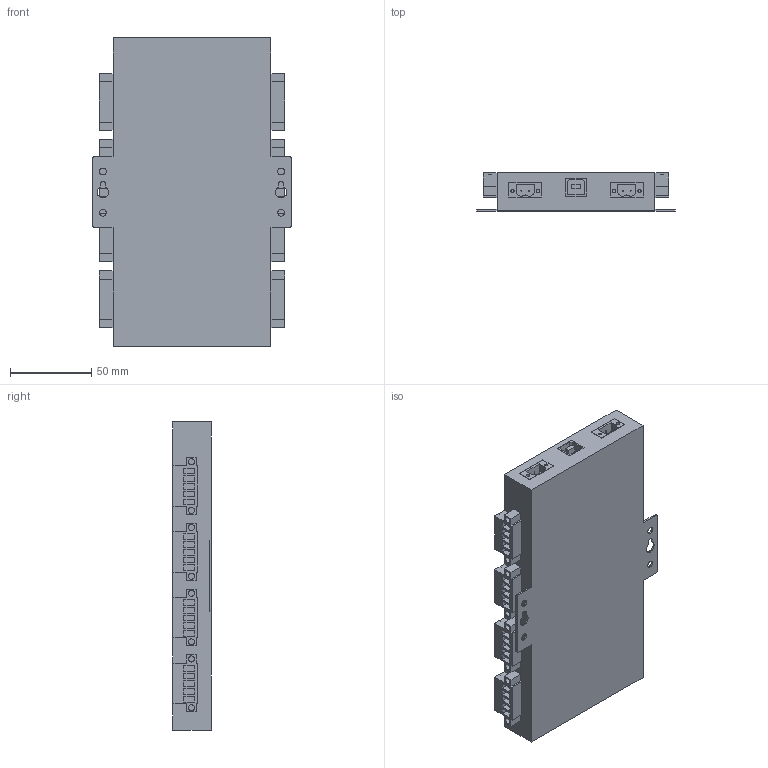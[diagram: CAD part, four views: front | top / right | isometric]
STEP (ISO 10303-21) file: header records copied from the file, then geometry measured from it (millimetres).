
FILE_DESCRIPTION(/* description */ (''),/* implementation_level */ '2;1');
FILE_NAME(/* name */ 'USB2-8COMi-TB.stp',/* time_stamp */ '2016-07-18T09:28:41-04:00',/* author */ ('Kieran'),/* organization */ (''),/* preprocessor_version */ 'ST-DEVELOPER v15.6',/* originating_system */ 'Autodesk Inventor 2015',/* authorisation */ '');
FILE_SCHEMA (('AUTOMOTIVE_DESIGN { 1 0 10303 214 3 1 1 }'));
Length unit declared in the file: millimetre
Products named in the file (1): USB2-8COMi-TB
Bounding box: 122.25 x 23.5 x 190.2 mm (x, y, z)
Volume: 452986.2 mm3; surface area: 69788.5 mm2
Topology: 1 solids, 1 shells, 493 faces, 1140 edges, 760 vertices
Faces by surface type: plane 413, cylinder 80
Full cylindrical faces by diameter (mm): 0.5 x4, 2 x4, 3.75 x56, 4.15 x4
Entity records: 13542 total; most frequent: CARTESIAN_POINT 2326, DIRECTION 2220, ORIENTED_EDGE 2144, EDGE_CURVE 1072, LINE 912, VECTOR 912, VERTEX_POINT 760, EDGE_LOOP 684
